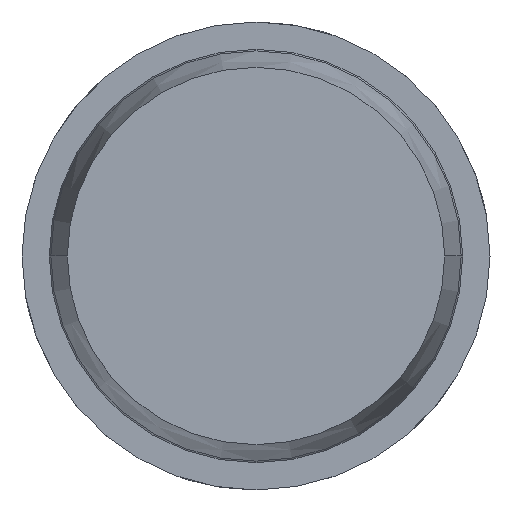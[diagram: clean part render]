
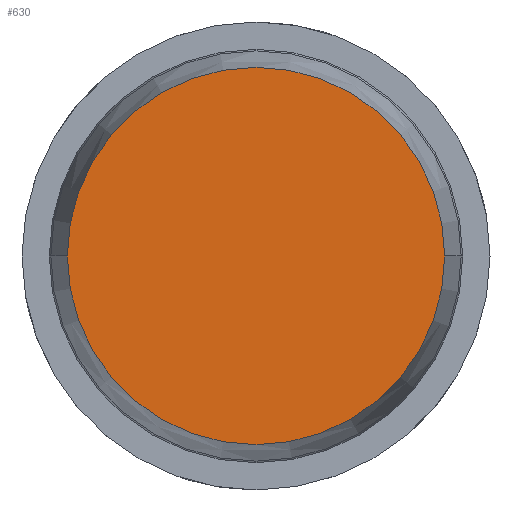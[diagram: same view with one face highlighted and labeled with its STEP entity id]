
A CAD part, front view. The second image highlights one B-rep face of the part: STEP entity #630.
In plain terms, the highlighted planar face has unit normal (0, -1, 0).
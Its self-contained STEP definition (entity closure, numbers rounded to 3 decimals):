
#413 = EDGE_LOOP ( 'NONE', ( #1377, #5041 ) ) ;
#630 = ADVANCED_FACE ( 'Defeature ausgef�hrt1_2', ( #1241 ), #1478, .T. ) ;
#757 = DIRECTION ( 'NONE',  ( 1., 0., 0. ) ) ;
#1074 = VERTEX_POINT ( 'NONE', #2604 ) ;
#1241 = FACE_OUTER_BOUND ( 'NONE', #413, .T. ) ;
#1315 = CARTESIAN_POINT ( 'NONE',  ( 1.209, -19., 0. ) ) ;
#1377 = ORIENTED_EDGE ( 'NONE', *, *, #4301, .T. ) ;
#1478 = PLANE ( 'NONE',  #4413 ) ;
#1493 = DIRECTION ( 'NONE',  ( 1., 0., 0. ) ) ;
#2149 = VERTEX_POINT ( 'NONE', #1315 ) ;
#2340 = CARTESIAN_POINT ( 'NONE',  ( 0., -19., 0. ) ) ;
#2604 = CARTESIAN_POINT ( 'NONE',  ( -1.209, -19., 0. ) ) ;
#2613 = DIRECTION ( 'NONE',  ( 1., 0., 0. ) ) ;
#3352 = EDGE_CURVE ( 'Defeature ausgef�hrt1_2+Defeature ausgef�hrt1_11+Defeature ausgef�hrt1_11+Defeature ausgef�hrt1_11', #2149, #1074, #4020, .T. ) ;
#3614 = AXIS2_PLACEMENT_3D ( 'NONE', #2340, #3649, #2613 ) ;
#3649 = DIRECTION ( 'NONE',  ( 0., -1., 0. ) ) ;
#3846 = AXIS2_PLACEMENT_3D ( 'NONE', #4284, #3871, #757 ) ;
#3871 = DIRECTION ( 'NONE',  ( 0., -1., 0. ) ) ;
#4020 = CIRCLE ( 'NONE', #3614, 1.209 ) ;
#4076 = CIRCLE ( 'NONE', #3846, 1.209 ) ;
#4284 = CARTESIAN_POINT ( 'NONE',  ( 0., -19., 0. ) ) ;
#4301 = EDGE_CURVE ( 'Defeature ausgef�hrt1_2+Defeature ausgef�hrt1_11+Defeature ausgef�hrt1_11+Defeature ausgef�hrt1_11', #1074, #2149, #4076, .T. ) ;
#4413 = AXIS2_PLACEMENT_3D ( 'NONE', #5069, #4660, #1493 ) ;
#4660 = DIRECTION ( 'NONE',  ( 0., -1., 0. ) ) ;
#5041 = ORIENTED_EDGE ( 'NONE', *, *, #3352, .T. ) ;
#5069 = CARTESIAN_POINT ( 'NONE',  ( 0., -19., 0. ) ) ;
